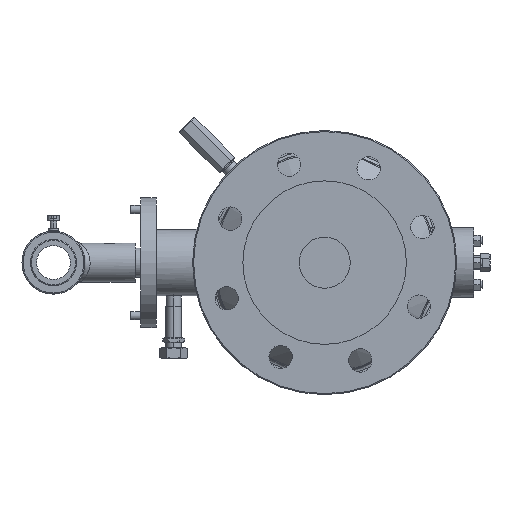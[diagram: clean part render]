
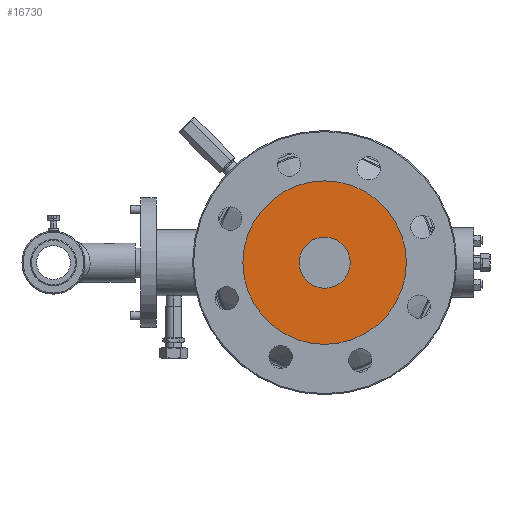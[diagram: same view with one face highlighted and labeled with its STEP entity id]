
A CAD part, left-side view. The second image highlights one B-rep face of the part: STEP entity #16730.
In plain terms, the highlighted planar face has unit normal (-1, 0, 0).
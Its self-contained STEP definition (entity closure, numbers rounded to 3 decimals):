
#26 = AXIS2_PLACEMENT_3D ( 'NONE', #1195, #21011, #27938 ) ;
#639 = VERTEX_POINT ( 'NONE', #26812 ) ;
#1195 = CARTESIAN_POINT ( 'NONE',  ( -143., 0., 0. ) ) ;
#1228 = EDGE_CURVE ( 'NONE', #28324, #639, #13675, .T. ) ;
#1252 = CARTESIAN_POINT ( 'NONE',  ( -143., 0., 0. ) ) ;
#1738 = VERTEX_POINT ( 'NONE', #28945 ) ;
#2831 = CIRCLE ( 'NONE', #26, 78.6 ) ;
#4581 = DIRECTION ( 'NONE',  ( 0., 0., 1. ) ) ;
#5901 = DIRECTION ( 'NONE',  ( 0., 0., 1. ) ) ;
#6000 = ORIENTED_EDGE ( 'NONE', *, *, #29112, .F. ) ;
#6246 = AXIS2_PLACEMENT_3D ( 'NONE', #18329, #20834, #4581 ) ;
#6513 = VERTEX_POINT ( 'NONE', #20503 ) ;
#8198 = DIRECTION ( 'NONE',  ( -1., 0., 0. ) ) ;
#12003 = ORIENTED_EDGE ( 'NONE', *, *, #18192, .T. ) ;
#13675 = CIRCLE ( 'NONE', #22612, 78.6 ) ;
#13911 = FACE_BOUND ( 'NONE', #22014, .T. ) ;
#16360 = ORIENTED_EDGE ( 'NONE', *, *, #28751, .F. ) ;
#16730 = ADVANCED_FACE ( 'NONE', ( #18612, #13911 ), #22888, .T. ) ;
#17122 = AXIS2_PLACEMENT_3D ( 'NONE', #21551, #26141, #5901 ) ;
#17217 = DIRECTION ( 'NONE',  ( 0., 0., 1. ) ) ;
#18020 = AXIS2_PLACEMENT_3D ( 'NONE', #1252, #27319, #27611 ) ;
#18192 = EDGE_CURVE ( 'NONE', #639, #28324, #2831, .T. ) ;
#18329 = CARTESIAN_POINT ( 'NONE',  ( -143., 0., 0. ) ) ;
#18612 = FACE_OUTER_BOUND ( 'NONE', #28562, .T. ) ;
#20503 = CARTESIAN_POINT ( 'NONE',  ( -143., 0., -24.6 ) ) ;
#20834 = DIRECTION ( 'NONE',  ( -1., 0., 0. ) ) ;
#21011 = DIRECTION ( 'NONE',  ( -1., 0., 0. ) ) ;
#21551 = CARTESIAN_POINT ( 'NONE',  ( -143., 0., 0. ) ) ;
#21799 = CARTESIAN_POINT ( 'NONE',  ( -143., 0., -78.6 ) ) ;
#22014 = EDGE_LOOP ( 'NONE', ( #16360, #6000 ) ) ;
#22500 = ORIENTED_EDGE ( 'NONE', *, *, #1228, .T. ) ;
#22612 = AXIS2_PLACEMENT_3D ( 'NONE', #25942, #8198, #17217 ) ;
#22773 = CIRCLE ( 'NONE', #6246, 24.6 ) ;
#22793 = CIRCLE ( 'NONE', #17122, 24.6 ) ;
#22888 = PLANE ( 'NONE',  #18020 ) ;
#25942 = CARTESIAN_POINT ( 'NONE',  ( -143., 0., 0. ) ) ;
#26141 = DIRECTION ( 'NONE',  ( -1., 0., 0. ) ) ;
#26812 = CARTESIAN_POINT ( 'NONE',  ( -143., 0., 78.6 ) ) ;
#27319 = DIRECTION ( 'NONE',  ( -1., 0., 0. ) ) ;
#27611 = DIRECTION ( 'NONE',  ( 0., 0., 1. ) ) ;
#27938 = DIRECTION ( 'NONE',  ( 0., 0., 1. ) ) ;
#28324 = VERTEX_POINT ( 'NONE', #21799 ) ;
#28562 = EDGE_LOOP ( 'NONE', ( #22500, #12003 ) ) ;
#28751 = EDGE_CURVE ( 'NONE', #6513, #1738, #22773, .T. ) ;
#28945 = CARTESIAN_POINT ( 'NONE',  ( -143., 0., 24.6 ) ) ;
#29112 = EDGE_CURVE ( 'NONE', #1738, #6513, #22793, .T. ) ;
